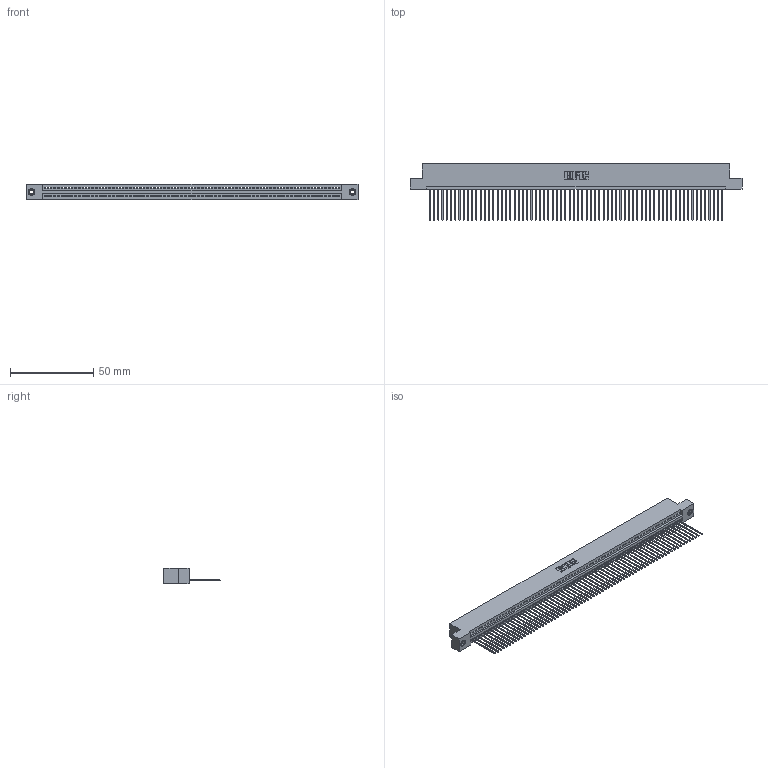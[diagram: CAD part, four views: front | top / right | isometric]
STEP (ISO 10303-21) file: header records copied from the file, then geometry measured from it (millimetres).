
FILE_DESCRIPTION (( 'STEP AP203' ), '1' );
FILE_NAME ('345-070-541-108.STEP', '2018-10-01T07:20:15', ( '' ), ( '' ), 'SwSTEP 2.0', 'SolidWorks 2016', '' );
FILE_SCHEMA (( 'CONFIG_CONTROL_DESIGN' ));
Length unit declared in the file: inch
Products named in the file (4): 345 Part_Flush Mounting Lugs - 0.156 Dia-TI; 345-070-541-108; 345-292-001_345-293-141; 345-250-001_345-250-003-102
Assembly tree (73 placements, depth 2):
  345-070-541-108
    345 Part_Flush Mounting Lugs - 0.156 Dia-TI
    345-292-001_345-293-141  x70
    345-250-001_345-250-003-102  x2
Bounding box: 199.01 x 33.96 x 9.4 mm (x, y, z)
Volume: 19355.9 mm3; surface area: 27481.1 mm2
Topology: 73 solids, 73 shells, 4246 faces, 12797 edges, 8430 vertices
Faces by surface type: plane 2912, cylinder 1318, cone 12, torus 4
Entity records: 50118 total; most frequent: CARTESIAN_POINT 8661, ORIENTED_EDGE 8658, DIRECTION 7551, EDGE_CURVE 4329, LINE 3897, VECTOR 3897, VERTEX_POINT 2880, AXIS2_PLACEMENT_3D 1827
